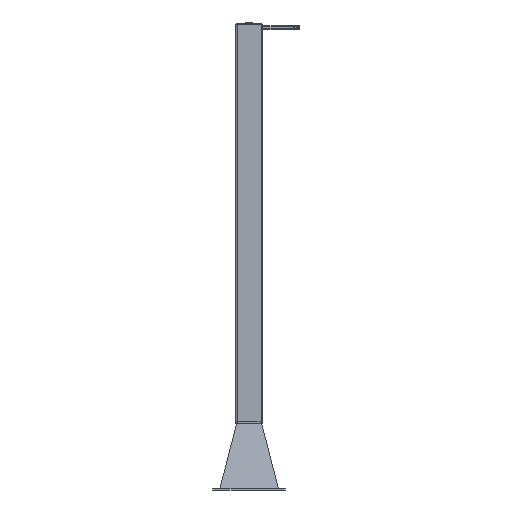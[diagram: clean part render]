
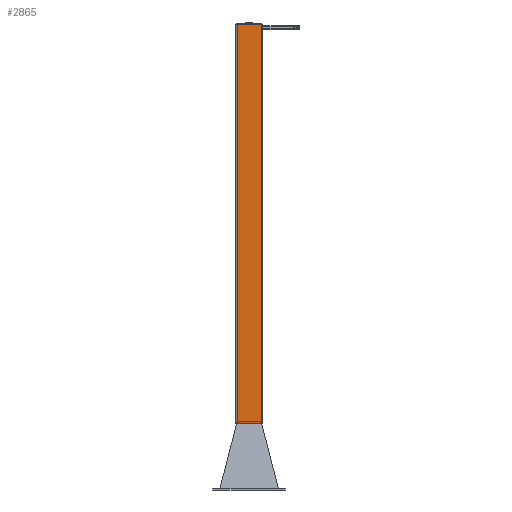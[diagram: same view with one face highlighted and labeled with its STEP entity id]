
A CAD part, left-side view. The second image highlights one B-rep face of the part: STEP entity #2865.
In plain terms, the highlighted planar face has unit normal (-1, 0, 0).
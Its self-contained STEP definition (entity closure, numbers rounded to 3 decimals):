
#2865=ADVANCED_FACE('',(#5033),#5034,.F.);
#5033=FACE_OUTER_BOUND('',#9959,.T.);
#5034=PLANE('',#9960);
#9959=EDGE_LOOP('',(#14005,#14006,#14007,#14008));
#9960=AXIS2_PLACEMENT_3D('',#14009,#14010,#14011);
#14005=ORIENTED_EDGE('',*,*,#15682,.F.);
#14006=ORIENTED_EDGE('',*,*,#15697,.T.);
#14007=ORIENTED_EDGE('',*,*,#15689,.T.);
#14008=ORIENTED_EDGE('',*,*,#15698,.T.);
#14009=CARTESIAN_POINT('',(-100.,6.0,27.778));
#14010=DIRECTION('',(1.0,0.0,0.0));
#14011=DIRECTION('',(0.0,0.0,-1.0));
#15682=EDGE_CURVE('',#17894,#17896,#17897,.T.);
#15689=EDGE_CURVE('',#17909,#17907,#17910,.T.);
#15697=EDGE_CURVE('',#17894,#17909,#17920,.T.);
#15698=EDGE_CURVE('',#17907,#17896,#17921,.F.);
#17894=VERTEX_POINT('',#23169);
#17896=VERTEX_POINT('',#23171);
#17897=LINE('',#23172,#23173);
#17907=VERTEX_POINT('',#23185);
#17909=VERTEX_POINT('',#23187);
#17910=LINE('',#23188,#23189);
#17920=LINE('',#23202,#23203);
#17921=LINE('',#23204,#23205);
#23169=CARTESIAN_POINT('',(-100.,-3.0,27.778));
#23171=CARTESIAN_POINT('',(-100.,-185.0,27.778));
#23172=CARTESIAN_POINT('',(-100.,6.0,27.778));
#23173=VECTOR('',#24684,1.0);
#23185=CARTESIAN_POINT('',(-100.,-185.0,-2972.222));
#23187=CARTESIAN_POINT('',(-100.,-3.0,-2972.222));
#23188=CARTESIAN_POINT('',(-100.,6.0,-2972.222));
#23189=VECTOR('',#24696,1.0);
#23202=CARTESIAN_POINT('',(-100.,-3.0,27.778));
#23203=VECTOR('',#24706,1.0);
#23204=CARTESIAN_POINT('',(-100.,-185.0,27.778));
#23205=VECTOR('',#24707,1.0);
#24684=DIRECTION('',(0.0,-1.0,0.0));
#24696=DIRECTION('',(0.0,-1.0,0.0));
#24706=DIRECTION('',(0.0,0.0,-1.0));
#24707=DIRECTION('',(0.0,0.0,-1.0));
